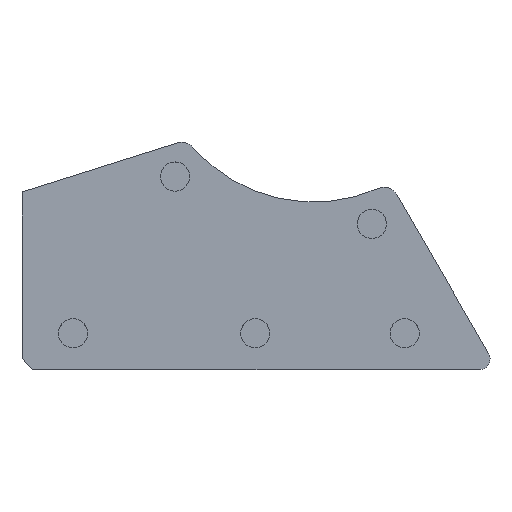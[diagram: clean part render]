
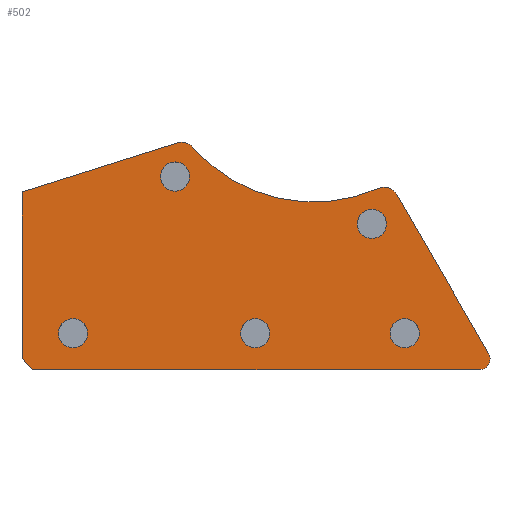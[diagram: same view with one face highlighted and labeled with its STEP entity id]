
A CAD part, top view. The second image highlights one B-rep face of the part: STEP entity #502.
In plain terms, the highlighted planar face has unit normal (0, 0, 1).
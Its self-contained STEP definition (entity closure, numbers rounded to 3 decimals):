
#132=CARTESIAN_POINT('',(0.,244.0,0.0));
#133=VERTEX_POINT('',#132);
#134=CARTESIAN_POINT('',(213.202,311.222,0.0));
#135=VERTEX_POINT('',#134);
#136=CARTESIAN_POINT('',(0.0,244.0,0.0));
#137=DIRECTION('',(0.954,0.301,0.0));
#138=VECTOR('',#137,1.);
#139=LINE('',#136,#138);
#140=EDGE_CURVE('',#133,#135,#139,.T.);
#172=CARTESIAN_POINT('',(234.282,305.302,0.0));
#173=VERTEX_POINT('',#172);
#174=CARTESIAN_POINT('',(219.216,292.148,0.0));
#175=DIRECTION('',(0.0,0.0,1.0));
#176=DIRECTION('',(1.0,0.0,0.0));
#177=AXIS2_PLACEMENT_3D('',#174,#175,#176);
#178=CIRCLE('',#177,20.0);
#179=EDGE_CURVE('',#173,#135,#178,.T.);
#205=CARTESIAN_POINT('',(488.8,248.718,0.0));
#206=VERTEX_POINT('',#205);
#207=CARTESIAN_POINT('',(400.,450.0,0.0));
#208=DIRECTION('',(0.0,0.0,1.0));
#209=DIRECTION('',(1.0,0.0,0.0));
#210=AXIS2_PLACEMENT_3D('',#207,#208,#209);
#211=CIRCLE('',#210,220.0);
#212=EDGE_CURVE('',#173,#206,#211,.T.);
#238=CARTESIAN_POINT('',(514.194,240.42,0.0));
#239=VERTEX_POINT('',#238);
#240=CARTESIAN_POINT('',(496.873,230.42,0.0));
#241=DIRECTION('',(0.0,0.0,1.0));
#242=DIRECTION('',(1.0,0.0,0.0));
#243=AXIS2_PLACEMENT_3D('',#240,#241,#242);
#244=CIRCLE('',#243,20.0);
#245=EDGE_CURVE('',#239,#206,#244,.T.);
#271=CARTESIAN_POINT('',(640.01,22.5,0.0));
#272=VERTEX_POINT('',#271);
#273=CARTESIAN_POINT('',(640.01,22.5,0.0));
#274=DIRECTION('',(-0.5,0.866,0.0));
#275=VECTOR('',#274,1.);
#276=LINE('',#273,#275);
#277=EDGE_CURVE('',#272,#239,#276,.T.);
#302=CARTESIAN_POINT('',(627.019,0.0,0.0));
#303=VERTEX_POINT('',#302);
#304=CARTESIAN_POINT('',(627.019,15.0,0.0));
#305=DIRECTION('',(0.0,0.0,1.0));
#306=DIRECTION('',(1.0,0.0,0.0));
#307=AXIS2_PLACEMENT_3D('',#304,#305,#306);
#308=CIRCLE('',#307,15.0);
#309=EDGE_CURVE('',#303,#272,#308,.T.);
#335=CARTESIAN_POINT('',(15.0,0.0,0.0));
#336=VERTEX_POINT('',#335);
#337=CARTESIAN_POINT('',(15.0,0.0,0.0));
#338=DIRECTION('',(1.0,0.0,0.0));
#339=VECTOR('',#338,1.0);
#340=LINE('',#337,#339);
#341=EDGE_CURVE('',#336,#303,#340,.T.);
#366=CARTESIAN_POINT('',(0.,15.0,0.0));
#367=VERTEX_POINT('',#366);
#368=CARTESIAN_POINT('',(0.,15.0,0.0));
#369=DIRECTION('',(0.707,-0.707,0.0));
#370=VECTOR('',#369,1.);
#371=LINE('',#368,#370);
#372=EDGE_CURVE('',#367,#336,#371,.T.);
#397=CARTESIAN_POINT('',(0.,15.0,0.0));
#398=DIRECTION('',(0.0,1.0,0.0));
#399=VECTOR('',#398,1.0);
#400=LINE('',#397,#399);
#401=EDGE_CURVE('',#367,#133,#400,.T.);
#431=CARTESIAN_POINT('',(219.216,292.148,0.0));
#432=DIRECTION('',(0.0,0.0,1.0));
#433=DIRECTION('',(1.0,0.0,0.0));
#434=AXIS2_PLACEMENT_3D('',#431,#432,#433);
#435=PLANE('',#434);
#436=ORIENTED_EDGE('',*,*,#140,.F.);
#437=ORIENTED_EDGE('',*,*,#401,.F.);
#438=ORIENTED_EDGE('',*,*,#372,.T.);
#439=ORIENTED_EDGE('',*,*,#341,.T.);
#440=ORIENTED_EDGE('',*,*,#309,.T.);
#441=ORIENTED_EDGE('',*,*,#277,.T.);
#442=ORIENTED_EDGE('',*,*,#245,.T.);
#443=ORIENTED_EDGE('',*,*,#212,.F.);
#444=ORIENTED_EDGE('',*,*,#179,.T.);
#445=EDGE_LOOP('',(#436,#437,#438,#439,#440,#441,#442,#443,#444));
#446=FACE_OUTER_BOUND('',#445,.T.);
#447=CARTESIAN_POINT('',(500.,200.0,0.0));
#448=VERTEX_POINT('',#447);
#449=CARTESIAN_POINT('',(480.,200.0,0.0));
#450=DIRECTION('',(0.0,0.0,1.0));
#451=DIRECTION('',(1.0,0.0,0.0));
#452=AXIS2_PLACEMENT_3D('',#449,#450,#451);
#453=CIRCLE('',#452,20.0);
#454=EDGE_CURVE('',#448,#448,#453,.T.);
#455=ORIENTED_EDGE('',*,*,#454,.F.);
#456=EDGE_LOOP('',(#455));
#457=FACE_BOUND('',#456,.T.);
#458=CARTESIAN_POINT('',(545.0,50.0,0.0));
#459=VERTEX_POINT('',#458);
#460=CARTESIAN_POINT('',(525.0,50.0,0.0));
#461=DIRECTION('',(0.0,0.0,1.0));
#462=DIRECTION('',(1.0,0.0,0.0));
#463=AXIS2_PLACEMENT_3D('',#460,#461,#462);
#464=CIRCLE('',#463,20.0);
#465=EDGE_CURVE('',#459,#459,#464,.T.);
#466=ORIENTED_EDGE('',*,*,#465,.F.);
#467=EDGE_LOOP('',(#466));
#468=FACE_BOUND('',#467,.T.);
#469=CARTESIAN_POINT('',(340.0,50.0,0.0));
#470=VERTEX_POINT('',#469);
#471=CARTESIAN_POINT('',(320.0,50.0,0.0));
#472=DIRECTION('',(0.0,0.0,1.0));
#473=DIRECTION('',(1.0,0.0,0.0));
#474=AXIS2_PLACEMENT_3D('',#471,#472,#473);
#475=CIRCLE('',#474,20.0);
#476=EDGE_CURVE('',#470,#470,#475,.T.);
#477=ORIENTED_EDGE('',*,*,#476,.F.);
#478=EDGE_LOOP('',(#477));
#479=FACE_BOUND('',#478,.T.);
#480=CARTESIAN_POINT('',(230.,265.0,0.0));
#481=VERTEX_POINT('',#480);
#482=CARTESIAN_POINT('',(210.,265.0,0.0));
#483=DIRECTION('',(0.0,0.0,1.0));
#484=DIRECTION('',(1.0,0.0,0.0));
#485=AXIS2_PLACEMENT_3D('',#482,#483,#484);
#486=CIRCLE('',#485,20.0);
#487=EDGE_CURVE('',#481,#481,#486,.T.);
#488=ORIENTED_EDGE('',*,*,#487,.F.);
#489=EDGE_LOOP('',(#488));
#490=FACE_BOUND('',#489,.T.);
#491=CARTESIAN_POINT('',(90.,50.0,0.0));
#492=VERTEX_POINT('',#491);
#493=CARTESIAN_POINT('',(70.,50.0,0.0));
#494=DIRECTION('',(0.0,0.0,1.0));
#495=DIRECTION('',(1.0,0.0,0.0));
#496=AXIS2_PLACEMENT_3D('',#493,#494,#495);
#497=CIRCLE('',#496,20.0);
#498=EDGE_CURVE('',#492,#492,#497,.T.);
#499=ORIENTED_EDGE('',*,*,#498,.F.);
#500=EDGE_LOOP('',(#499));
#501=FACE_BOUND('',#500,.T.);
#502=ADVANCED_FACE('',(#446,#457,#468,#479,#490,#501),#435,.T.);
